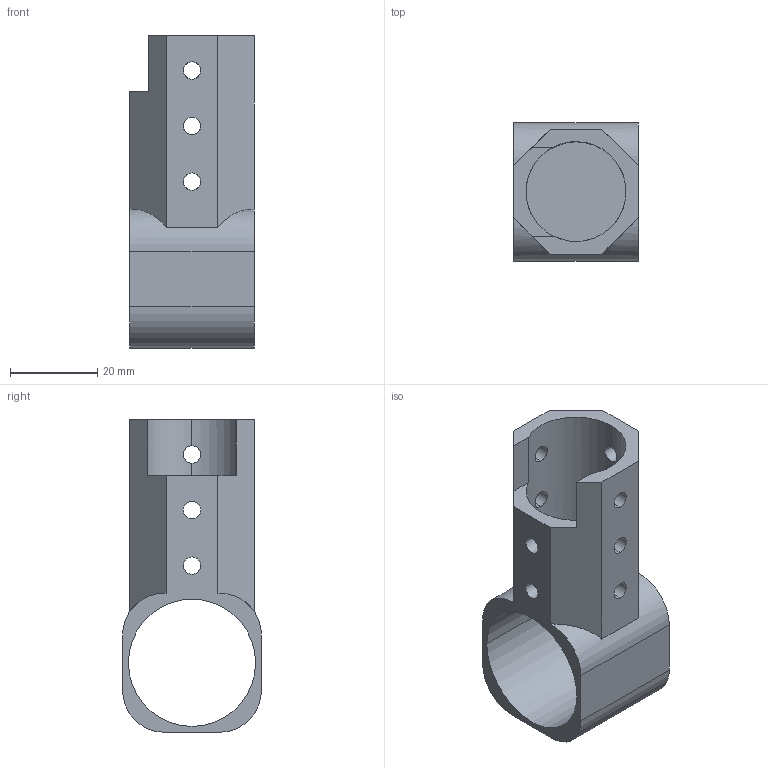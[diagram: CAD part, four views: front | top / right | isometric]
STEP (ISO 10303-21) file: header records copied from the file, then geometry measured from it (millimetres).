
FILE_DESCRIPTION (( 'STEP AP214' ), '1' );
FILE_NAME ('End Bearing Mount.STEP', '2018-12-02T00:50:06', ( '' ), ( '' ), 'SwSTEP 2.0', 'SolidWorks 2018', '' );
FILE_SCHEMA (( 'AUTOMOTIVE_DESIGN' ));
Length unit declared in the file: inch
Products named in the file (1): End Bearing Mount
Bounding box: 28.57 x 31.75 x 71.44 mm (x, y, z)
Volume: 17106.3 mm3; surface area: 12658.9 mm2
Topology: 1 solids, 1 shells, 50 faces, 159 edges, 106 vertices
Faces by surface type: cylinder 30, plane 20
Entity records: 2403 total; most frequent: CARTESIAN_POINT 944, ORIENTED_EDGE 318, DIRECTION 265, EDGE_CURVE 159, VERTEX_POINT 106, AXIS2_PLACEMENT_3D 91, VECTOR 83, LINE 83
